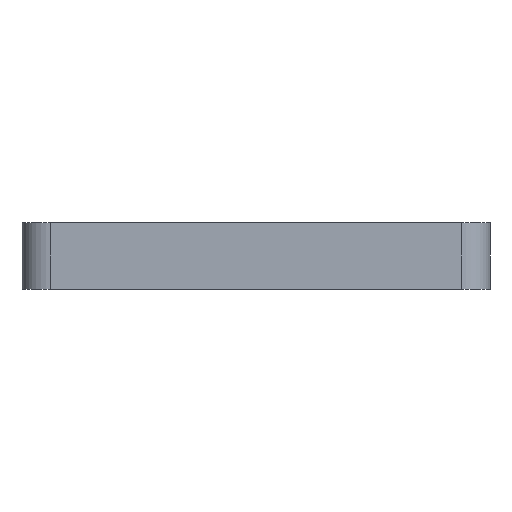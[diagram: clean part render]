
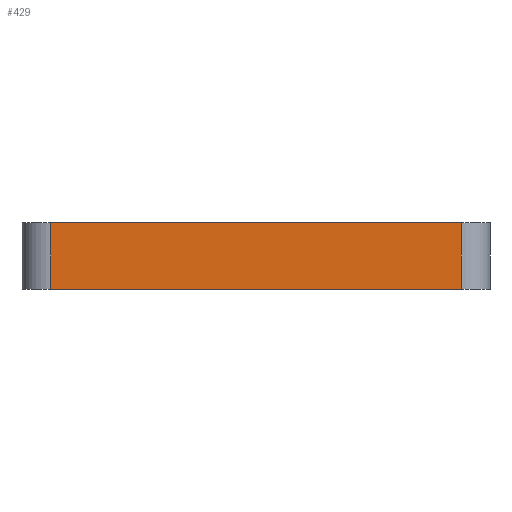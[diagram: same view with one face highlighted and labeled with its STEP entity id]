
A CAD part, left-side view. The second image highlights one B-rep face of the part: STEP entity #429.
In plain terms, the highlighted planar face has unit normal (-1, 0, 0).
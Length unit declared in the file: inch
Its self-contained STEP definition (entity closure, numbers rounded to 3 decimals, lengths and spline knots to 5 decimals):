
#51 = ORIENTED_EDGE ( 'NONE', *, *, #783, .F. ) ;
#55 = AXIS2_PLACEMENT_3D ( 'NONE', #792, #136, #425 ) ;
#128 = CARTESIAN_POINT ( 'NONE',  ( -1.34449, -0.85039, 0.1378 ) ) ;
#136 = DIRECTION ( 'NONE',  ( 1., 0., 0. ) ) ;
#166 = CARTESIAN_POINT ( 'NONE',  ( -1.34449, 0.85039, 0.1378 ) ) ;
#168 = ORIENTED_EDGE ( 'NONE', *, *, #482, .T. ) ;
#194 = CARTESIAN_POINT ( 'NONE',  ( -1.34449, -0.9685, 0.1378 ) ) ;
#212 = FACE_OUTER_BOUND ( 'NONE', #708, .T. ) ;
#308 = EDGE_CURVE ( 'NONE', #815, #337, #496, .T. ) ;
#329 = CARTESIAN_POINT ( 'NONE',  ( -1.34449, -0.9685, -0.1378 ) ) ;
#337 = VERTEX_POINT ( 'NONE', #128 ) ;
#367 = VECTOR ( 'NONE', #422, 39.37008 ) ;
#422 = DIRECTION ( 'NONE',  ( 0., 0., -1. ) ) ;
#425 = DIRECTION ( 'NONE',  ( 0., 0., -1. ) ) ;
#429 = ADVANCED_FACE ( 'NONE', ( #212 ), #498, .F. ) ;
#454 = VERTEX_POINT ( 'NONE', #576 ) ;
#482 = EDGE_CURVE ( 'NONE', #648, #454, #572, .T. ) ;
#495 = CARTESIAN_POINT ( 'NONE',  ( -1.34449, 0.85039, 0.1378 ) ) ;
#496 = LINE ( 'NONE', #789, #788 ) ;
#498 = PLANE ( 'NONE',  #55 ) ;
#499 = VECTOR ( 'NONE', #613, 39.37008 ) ;
#556 = ORIENTED_EDGE ( 'NONE', *, *, #758, .T. ) ;
#568 = DIRECTION ( 'NONE',  ( 0., 0., 1. ) ) ;
#572 = LINE ( 'NONE', #495, #367 ) ;
#576 = CARTESIAN_POINT ( 'NONE',  ( -1.34449, 0.85039, -0.1378 ) ) ;
#599 = VECTOR ( 'NONE', #846, 39.37008 ) ;
#601 = LINE ( 'NONE', #194, #499 ) ;
#613 = DIRECTION ( 'NONE',  ( 0., -1., 0. ) ) ;
#648 = VERTEX_POINT ( 'NONE', #166 ) ;
#690 = LINE ( 'NONE', #329, #599 ) ;
#692 = ORIENTED_EDGE ( 'NONE', *, *, #308, .T. ) ;
#708 = EDGE_LOOP ( 'NONE', ( #556, #692, #51, #168 ) ) ;
#758 = EDGE_CURVE ( 'NONE', #454, #815, #690, .T. ) ;
#776 = CARTESIAN_POINT ( 'NONE',  ( -1.34449, -0.85039, -0.1378 ) ) ;
#783 = EDGE_CURVE ( 'NONE', #648, #337, #601, .T. ) ;
#788 = VECTOR ( 'NONE', #568, 39.37008 ) ;
#789 = CARTESIAN_POINT ( 'NONE',  ( -1.34449, -0.85039, 0.1378 ) ) ;
#792 = CARTESIAN_POINT ( 'NONE',  ( -1.34449, -0.9685, 0.1378 ) ) ;
#815 = VERTEX_POINT ( 'NONE', #776 ) ;
#846 = DIRECTION ( 'NONE',  ( 0., -1., 0. ) ) ;
